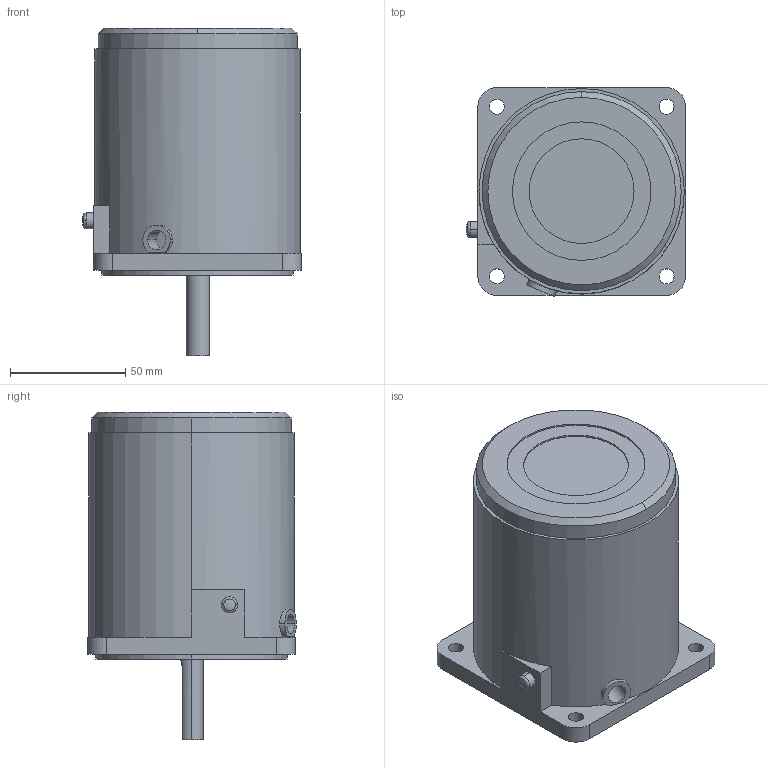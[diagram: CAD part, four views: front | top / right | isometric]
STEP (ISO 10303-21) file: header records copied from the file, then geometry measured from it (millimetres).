
FILE_DESCRIPTION (( 'STEP AP203' ), '1' );
FILE_NAME ('A453.STEP', '2015-04-09T08:38:18', ( 'om' ), ( 'Hewlett-Packard Company' ), 'SwSTEP 2.0', 'SolidWorks 2014', '' );
FILE_SCHEMA (( 'CONFIG_CONTROL_DESIGN' ));
Length unit declared in the file: millimetre
Products named in the file (1): A453
Bounding box: 94.92 x 90.43 x 142 mm (x, y, z)
Volume: 658453.9 mm3; surface area: 49976.2 mm2
Topology: 1 solids, 2 shells, 102 faces, 263 edges, 175 vertices
Faces by surface type: cylinder 66, plane 31, bspline 3, cone 2
Entity records: 3388 total; most frequent: CARTESIAN_POINT 682, DIRECTION 597, ORIENTED_EDGE 526, EDGE_CURVE 263, AXIS2_PLACEMENT_3D 239, VERTEX_POINT 175, CIRCLE 139, EDGE_LOOP 120
